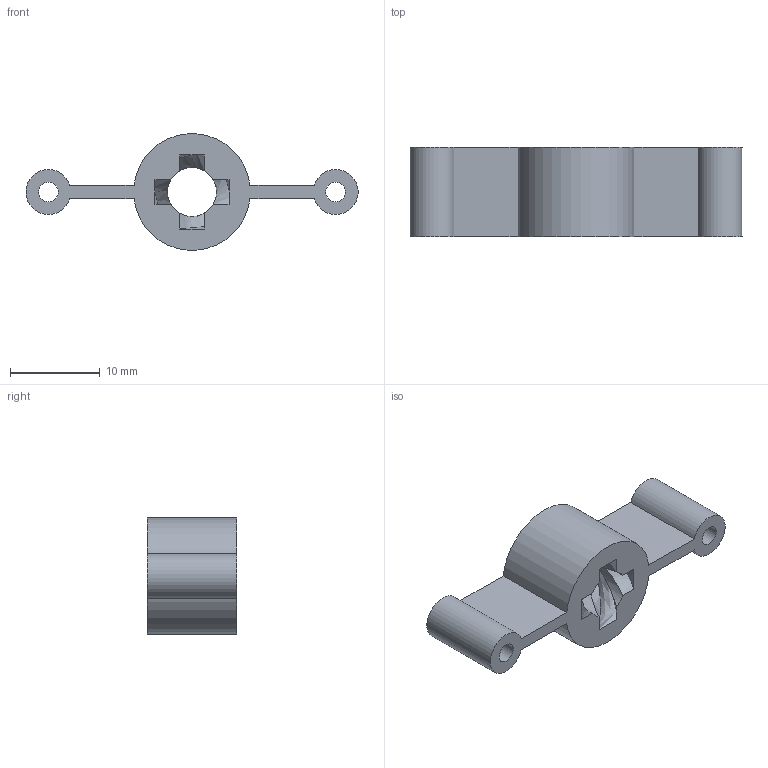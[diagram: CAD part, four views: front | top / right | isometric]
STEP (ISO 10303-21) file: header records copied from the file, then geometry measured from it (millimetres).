
FILE_DESCRIPTION(/* description */ (''),/* implementation_level */ '2;1');
FILE_NAME(/* name */ 'linear_nut.stp',/* time_stamp */ '2025-03-11T11:43:51Z',/* author */ ('diogo'),/* organization */ (''),/* preprocessor_version */ 'ST-DEVELOPER v19.2',/* originating_system */ 'Autodesk Inventor 2024',/* authorisation */ '');
FILE_SCHEMA (('AUTOMOTIVE_DESIGN { 1 0 10303 214 3 1 1 }'));
Length unit declared in the file: millimetre
Products named in the file (1): ApoioMovel_2
Bounding box: 36.98 x 10 x 12.95 mm (x, y, z)
Volume: 1453.8 mm3; surface area: 1727.9 mm2
Topology: 1 solids, 1 shells, 28 faces, 78 edges, 52 vertices
Faces by surface type: bspline 12, cylinder 10, plane 6
Full cylindrical faces by diameter (mm): 2.2 x2
Entity records: 1333 total; most frequent: CARTESIAN_POINT 651, ORIENTED_EDGE 156, DIRECTION 92, EDGE_CURVE 78, VERTEX_POINT 52, B_SPLINE_CURVE_WITH_KNOTS 40, AXIS2_PLACEMENT_3D 37, EDGE_LOOP 34
